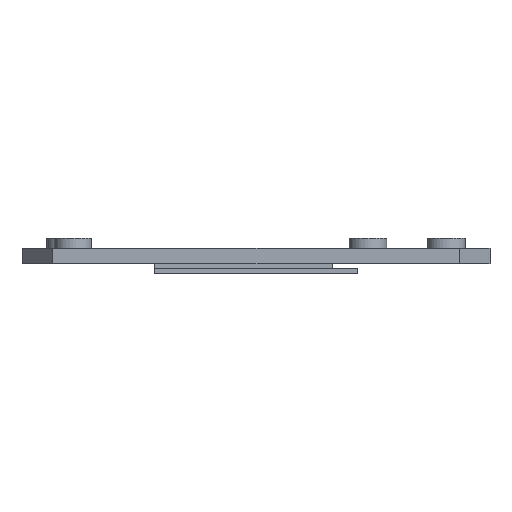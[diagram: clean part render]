
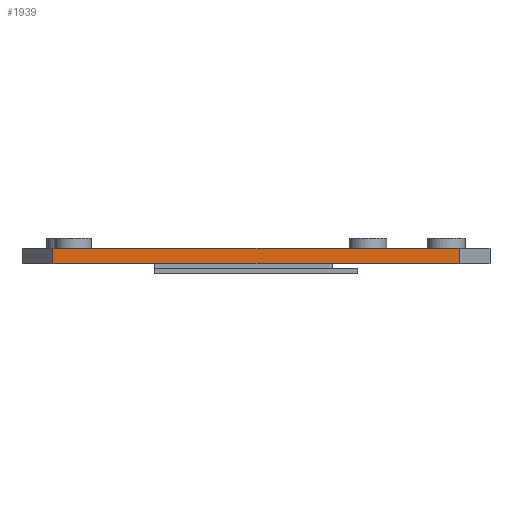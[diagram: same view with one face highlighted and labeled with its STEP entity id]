
A CAD part, left-side view. The second image highlights one B-rep face of the part: STEP entity #1939.
In plain terms, the highlighted planar face has unit normal (-1, 0, 0).
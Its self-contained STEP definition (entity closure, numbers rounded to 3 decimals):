
#66 = PLANE('',#67);
#67 = AXIS2_PLACEMENT_3D('',#68,#69,#70);
#68 = CARTESIAN_POINT('',(0.,0.,5.));
#69 = DIRECTION('',(-0.,-0.,-1.));
#70 = DIRECTION('',(-1.,0.,0.));
#147 = PLANE('',#148);
#148 = AXIS2_PLACEMENT_3D('',#149,#150,#151);
#149 = CARTESIAN_POINT('',(0.,0.,8.));
#150 = DIRECTION('',(-0.,-0.,-1.));
#151 = DIRECTION('',(-1.,0.,0.));
#849 = VERTEX_POINT('',#850);
#850 = CARTESIAN_POINT('',(-65.9,40.,8.));
#866 = PLANE('',#867);
#867 = AXIS2_PLACEMENT_3D('',#868,#869,#870);
#868 = CARTESIAN_POINT('',(-65.9,40.,5.));
#869 = DIRECTION('',(-0.6,0.8,0.));
#870 = DIRECTION('',(0.8,0.6,0.));
#1019 = VERTEX_POINT('',#1020);
#1020 = CARTESIAN_POINT('',(-65.9,-40.,8.));
#1034 = PLANE('',#1035);
#1035 = AXIS2_PLACEMENT_3D('',#1036,#1037,#1038);
#1036 = CARTESIAN_POINT('',(-57.9,-46.,5.));
#1037 = DIRECTION('',(-0.6,-0.8,0.));
#1038 = DIRECTION('',(-0.8,0.6,0.));
#1046 = EDGE_CURVE('',#1019,#849,#1047,.T.);
#1047 = SURFACE_CURVE('',#1048,(#1052,#1059),.PCURVE_S1.);
#1048 = LINE('',#1049,#1050);
#1049 = CARTESIAN_POINT('',(-65.9,-40.,8.));
#1050 = VECTOR('',#1051,1.);
#1051 = DIRECTION('',(0.,1.,0.));
#1052 = PCURVE('',#147,#1053);
#1053 = DEFINITIONAL_REPRESENTATION('',(#1054),#1058);
#1054 = LINE('',#1055,#1056);
#1055 = CARTESIAN_POINT('',(65.9,-40.));
#1056 = VECTOR('',#1057,1.);
#1057 = DIRECTION('',(0.,1.));
#1058 = ( GEOMETRIC_REPRESENTATION_CONTEXT(2) 
PARAMETRIC_REPRESENTATION_CONTEXT() REPRESENTATION_CONTEXT('2D SPACE',''
  ) );
#1059 = PCURVE('',#1060,#1065);
#1060 = PLANE('',#1061);
#1061 = AXIS2_PLACEMENT_3D('',#1062,#1063,#1064);
#1062 = CARTESIAN_POINT('',(-65.9,-40.,5.));
#1063 = DIRECTION('',(-1.,0.,0.));
#1064 = DIRECTION('',(0.,1.,0.));
#1065 = DEFINITIONAL_REPRESENTATION('',(#1066),#1070);
#1066 = LINE('',#1067,#1068);
#1067 = CARTESIAN_POINT('',(0.,-3.));
#1068 = VECTOR('',#1069,1.);
#1069 = DIRECTION('',(1.,0.));
#1070 = ( GEOMETRIC_REPRESENTATION_CONTEXT(2) 
PARAMETRIC_REPRESENTATION_CONTEXT() REPRESENTATION_CONTEXT('2D SPACE',''
  ) );
#1578 = EDGE_CURVE('',#1579,#849,#1581,.T.);
#1579 = VERTEX_POINT('',#1580);
#1580 = CARTESIAN_POINT('',(-65.9,40.,5.));
#1581 = SURFACE_CURVE('',#1582,(#1586,#1593),.PCURVE_S1.);
#1582 = LINE('',#1583,#1584);
#1583 = CARTESIAN_POINT('',(-65.9,40.,5.));
#1584 = VECTOR('',#1585,1.);
#1585 = DIRECTION('',(0.,0.,1.));
#1586 = PCURVE('',#866,#1587);
#1587 = DEFINITIONAL_REPRESENTATION('',(#1588),#1592);
#1588 = LINE('',#1589,#1590);
#1589 = CARTESIAN_POINT('',(0.,0.));
#1590 = VECTOR('',#1591,1.);
#1591 = DIRECTION('',(0.,-1.));
#1592 = ( GEOMETRIC_REPRESENTATION_CONTEXT(2) 
PARAMETRIC_REPRESENTATION_CONTEXT() REPRESENTATION_CONTEXT('2D SPACE',''
  ) );
#1593 = PCURVE('',#1060,#1594);
#1594 = DEFINITIONAL_REPRESENTATION('',(#1595),#1599);
#1595 = LINE('',#1596,#1597);
#1596 = CARTESIAN_POINT('',(80.,0.));
#1597 = VECTOR('',#1598,1.);
#1598 = DIRECTION('',(0.,-1.));
#1599 = ( GEOMETRIC_REPRESENTATION_CONTEXT(2) 
PARAMETRIC_REPRESENTATION_CONTEXT() REPRESENTATION_CONTEXT('2D SPACE',''
  ) );
#1896 = EDGE_CURVE('',#1897,#1019,#1899,.T.);
#1897 = VERTEX_POINT('',#1898);
#1898 = CARTESIAN_POINT('',(-65.9,-40.,5.));
#1899 = SURFACE_CURVE('',#1900,(#1904,#1911),.PCURVE_S1.);
#1900 = LINE('',#1901,#1902);
#1901 = CARTESIAN_POINT('',(-65.9,-40.,5.));
#1902 = VECTOR('',#1903,1.);
#1903 = DIRECTION('',(0.,0.,1.));
#1904 = PCURVE('',#1034,#1905);
#1905 = DEFINITIONAL_REPRESENTATION('',(#1906),#1910);
#1906 = LINE('',#1907,#1908);
#1907 = CARTESIAN_POINT('',(10.,0.));
#1908 = VECTOR('',#1909,1.);
#1909 = DIRECTION('',(0.,-1.));
#1910 = ( GEOMETRIC_REPRESENTATION_CONTEXT(2) 
PARAMETRIC_REPRESENTATION_CONTEXT() REPRESENTATION_CONTEXT('2D SPACE',''
  ) );
#1911 = PCURVE('',#1060,#1912);
#1912 = DEFINITIONAL_REPRESENTATION('',(#1913),#1917);
#1913 = LINE('',#1914,#1915);
#1914 = CARTESIAN_POINT('',(0.,0.));
#1915 = VECTOR('',#1916,1.);
#1916 = DIRECTION('',(0.,-1.));
#1917 = ( GEOMETRIC_REPRESENTATION_CONTEXT(2) 
PARAMETRIC_REPRESENTATION_CONTEXT() REPRESENTATION_CONTEXT('2D SPACE',''
  ) );
#1939 = ADVANCED_FACE('',(#1940),#1060,.T.);
#1940 = FACE_BOUND('',#1941,.T.);
#1941 = EDGE_LOOP('',(#1942,#1943,#1944,#1945));
#1942 = ORIENTED_EDGE('',*,*,#1896,.T.);
#1943 = ORIENTED_EDGE('',*,*,#1046,.T.);
#1944 = ORIENTED_EDGE('',*,*,#1578,.F.);
#1945 = ORIENTED_EDGE('',*,*,#1946,.F.);
#1946 = EDGE_CURVE('',#1897,#1579,#1947,.T.);
#1947 = SURFACE_CURVE('',#1948,(#1952,#1959),.PCURVE_S1.);
#1948 = LINE('',#1949,#1950);
#1949 = CARTESIAN_POINT('',(-65.9,-40.,5.));
#1950 = VECTOR('',#1951,1.);
#1951 = DIRECTION('',(0.,1.,0.));
#1952 = PCURVE('',#1060,#1953);
#1953 = DEFINITIONAL_REPRESENTATION('',(#1954),#1958);
#1954 = LINE('',#1955,#1956);
#1955 = CARTESIAN_POINT('',(0.,0.));
#1956 = VECTOR('',#1957,1.);
#1957 = DIRECTION('',(1.,0.));
#1958 = ( GEOMETRIC_REPRESENTATION_CONTEXT(2) 
PARAMETRIC_REPRESENTATION_CONTEXT() REPRESENTATION_CONTEXT('2D SPACE',''
  ) );
#1959 = PCURVE('',#66,#1960);
#1960 = DEFINITIONAL_REPRESENTATION('',(#1961),#1965);
#1961 = LINE('',#1962,#1963);
#1962 = CARTESIAN_POINT('',(65.9,-40.));
#1963 = VECTOR('',#1964,1.);
#1964 = DIRECTION('',(0.,1.));
#1965 = ( GEOMETRIC_REPRESENTATION_CONTEXT(2) 
PARAMETRIC_REPRESENTATION_CONTEXT() REPRESENTATION_CONTEXT('2D SPACE',''
  ) );
